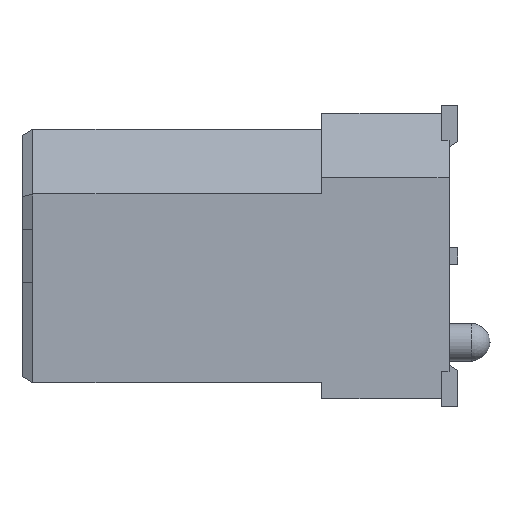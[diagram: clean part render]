
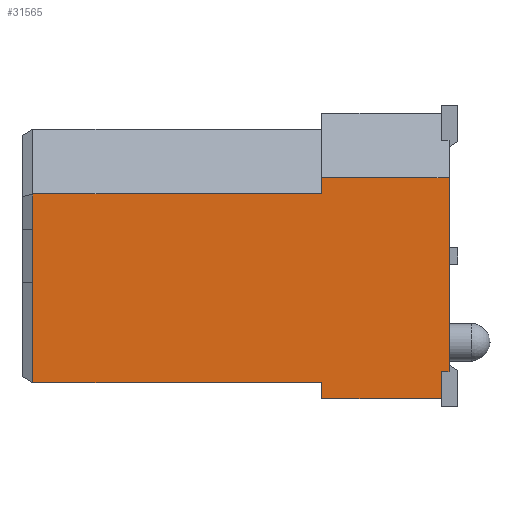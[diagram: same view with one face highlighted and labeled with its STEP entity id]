
A CAD part, left-side view. The second image highlights one B-rep face of the part: STEP entity #31565.
In plain terms, the highlighted face is planar.
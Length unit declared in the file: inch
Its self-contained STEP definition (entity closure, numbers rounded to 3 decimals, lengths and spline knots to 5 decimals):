
#6739=ORIENTED_EDGE('',*,*,#13328,.F.);
#6740=ORIENTED_EDGE('',*,*,#11808,.T.);
#6741=ORIENTED_EDGE('',*,*,#13329,.F.);
#6742=ORIENTED_EDGE('',*,*,#13330,.F.);
#6743=ORIENTED_EDGE('',*,*,#13331,.F.);
#6744=ORIENTED_EDGE('',*,*,#13332,.F.);
#6745=ORIENTED_EDGE('',*,*,#13333,.T.);
#6746=ORIENTED_EDGE('',*,*,#13334,.F.);
#6747=ORIENTED_EDGE('',*,*,#13335,.T.);
#6748=ORIENTED_EDGE('',*,*,#13336,.F.);
#11808=EDGE_CURVE('',#15585,#15584,#19360,.T.);
#13328=EDGE_CURVE('',#15585,#16947,#20880,.T.);
#13329=EDGE_CURVE('',#16948,#15584,#20881,.T.);
#13330=EDGE_CURVE('',#16949,#16948,#20882,.T.);
#13331=EDGE_CURVE('',#16950,#16949,#20883,.T.);
#13332=EDGE_CURVE('',#16951,#16950,#20884,.T.);
#13333=EDGE_CURVE('',#16951,#16952,#20885,.T.);
#13334=EDGE_CURVE('',#16953,#16952,#20886,.T.);
#13335=EDGE_CURVE('',#16953,#16954,#20887,.T.);
#13336=EDGE_CURVE('',#16947,#16954,#20888,.T.);
#15584=VERTEX_POINT('',#46514);
#15585=VERTEX_POINT('',#46516);
#16947=VERTEX_POINT('',#49536);
#16948=VERTEX_POINT('',#49538);
#16949=VERTEX_POINT('',#49540);
#16950=VERTEX_POINT('',#49542);
#16951=VERTEX_POINT('',#49544);
#16952=VERTEX_POINT('',#49546);
#16953=VERTEX_POINT('',#49548);
#16954=VERTEX_POINT('',#49550);
#19360=LINE('',#46515,#23856);
#20880=LINE('',#49535,#25376);
#20881=LINE('',#49537,#25377);
#20882=LINE('',#49539,#25378);
#20883=LINE('',#49541,#25379);
#20884=LINE('',#49543,#25380);
#20885=LINE('',#49545,#25381);
#20886=LINE('',#49547,#25382);
#20887=LINE('',#49549,#25383);
#20888=LINE('',#49551,#25384);
#23856=VECTOR('',#38015,39.37008);
#25376=VECTOR('',#39811,39.37008);
#25377=VECTOR('',#39812,39.37008);
#25378=VECTOR('',#39813,39.37008);
#25379=VECTOR('',#39814,39.37008);
#25380=VECTOR('',#39815,39.37008);
#25381=VECTOR('',#39816,39.37008);
#25382=VECTOR('',#39817,39.37008);
#25383=VECTOR('',#39818,39.37008);
#25384=VECTOR('',#39819,39.37008);
#26965=EDGE_LOOP('',(#6739,#6740,#6741,#6742,#6743,#6744,#6745,#6746,#6747,
#6748));
#28521=FACE_BOUND('',#26965,.T.);
#30025=PLANE('',#33243);
#31565=ADVANCED_FACE('',(#28521),#30025,.F.);
#33243=AXIS2_PLACEMENT_3D('',#49534,#39809,#39810);
#38015=DIRECTION('',(0.,0.,-1.));
#39809=DIRECTION('',(-1.,0.,0.));
#39810=DIRECTION('',(0.,0.,1.));
#39811=DIRECTION('',(0.,1.,0.));
#39812=DIRECTION('',(0.,-1.,0.));
#39813=DIRECTION('',(0.,0.,-1.));
#39814=DIRECTION('',(0.,-1.,0.));
#39815=DIRECTION('',(0.,0.,-1.));
#39816=DIRECTION('',(0.,-1.,0.));
#39817=DIRECTION('',(0.,0.,-1.));
#39818=DIRECTION('',(0.,-1.,0.));
#39819=DIRECTION('',(0.,0.,1.));
#46514=CARTESIAN_POINT('',(1.18125,0.,-0.0725));
#46515=CARTESIAN_POINT('',(1.18125,0.,0.1175));
#46516=CARTESIAN_POINT('',(1.18125,0.,0.1075));
#49534=CARTESIAN_POINT('',(1.18125,0.386,0.1175));
#49535=CARTESIAN_POINT('',(1.18125,0.386,0.1075));
#49536=CARTESIAN_POINT('',(1.18125,0.007,0.1075));
#49537=CARTESIAN_POINT('',(1.18125,0.118,-0.0725));
#49538=CARTESIAN_POINT('',(1.18125,0.118,-0.0725));
#49539=CARTESIAN_POINT('',(1.18125,0.118,0.1325));
#49540=CARTESIAN_POINT('',(1.18125,0.118,-0.0575));
#49541=CARTESIAN_POINT('',(1.18125,0.386,-0.0575));
#49542=CARTESIAN_POINT('',(1.18125,0.386,-0.0575));
#49543=CARTESIAN_POINT('',(1.18125,0.386,0.1175));
#49544=CARTESIAN_POINT('',(1.18125,0.386,0.1175));
#49545=CARTESIAN_POINT('',(1.18125,0.386,0.1175));
#49546=CARTESIAN_POINT('',(1.18125,0.118,0.1175));
#49547=CARTESIAN_POINT('',(1.18125,0.118,0.1325));
#49548=CARTESIAN_POINT('',(1.18125,0.118,0.1325));
#49549=CARTESIAN_POINT('',(1.18125,0.118,0.1325));
#49550=CARTESIAN_POINT('',(1.18125,0.007,0.1325));
#49551=CARTESIAN_POINT('',(1.18125,0.007,0.1175));
